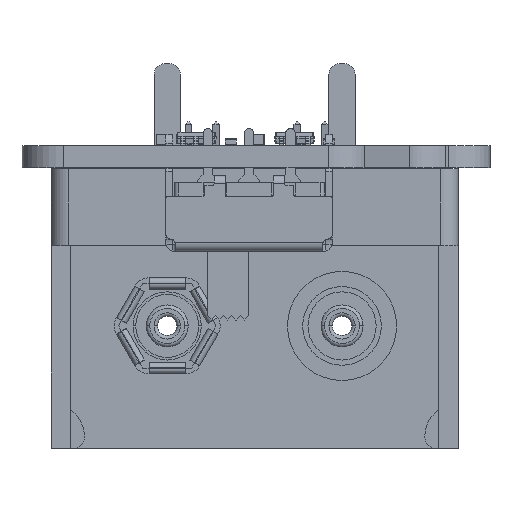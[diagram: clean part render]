
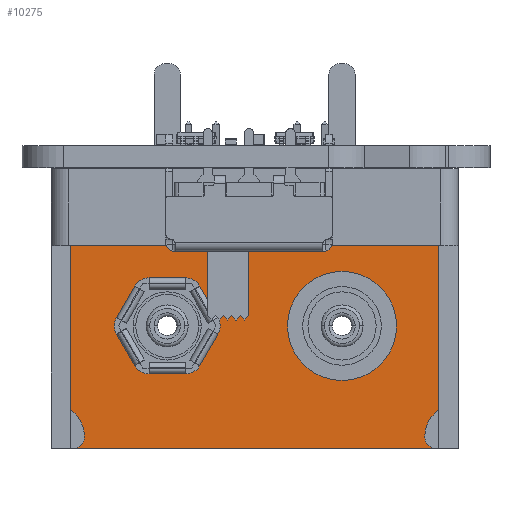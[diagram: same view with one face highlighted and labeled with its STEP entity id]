
A CAD part, left-side view. The second image highlights one B-rep face of the part: STEP entity #10275.
In plain terms, the highlighted face is planar.
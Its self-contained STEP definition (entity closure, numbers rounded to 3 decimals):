
#9600 = VERTEX_POINT('',#9601);
#9601 = CARTESIAN_POINT('',(-25.4,11.43,-5.334));
#9619 = VERTEX_POINT('',#9620);
#9620 = CARTESIAN_POINT('',(-25.4,11.43,-7.366));
#9626 = EDGE_CURVE('',#9600,#9619,#9627,.T.);
#9627 = CIRCLE('',#9628,1.016);
#9628 = AXIS2_PLACEMENT_3D('',#9629,#9630,#9631);
#9629 = CARTESIAN_POINT('',(-25.4,11.43,-6.35));
#9630 = DIRECTION('',(1.,0.,0.));
#9631 = DIRECTION('',(0.,-0.,-1.));
#9642 = VERTEX_POINT('',#9643);
#9643 = CARTESIAN_POINT('',(-25.4,11.43,7.366));
#9661 = VERTEX_POINT('',#9662);
#9662 = CARTESIAN_POINT('',(-25.4,11.43,5.334));
#9668 = EDGE_CURVE('',#9642,#9661,#9669,.T.);
#9669 = CIRCLE('',#9670,1.016);
#9670 = AXIS2_PLACEMENT_3D('',#9671,#9672,#9673);
#9671 = CARTESIAN_POINT('',(-25.4,11.43,6.35));
#9672 = DIRECTION('',(1.,0.,0.));
#9673 = DIRECTION('',(0.,-0.,-1.));
#9684 = VERTEX_POINT('',#9685);
#9685 = CARTESIAN_POINT('',(-25.4,1.651,-3.658));
#9693 = EDGE_CURVE('',#9684,#9694,#9696,.T.);
#9694 = VERTEX_POINT('',#9695);
#9695 = CARTESIAN_POINT('',(-25.4,1.651,3.658));
#9696 = LINE('',#9697,#9698);
#9697 = CARTESIAN_POINT('',(-25.4,1.651,0.));
#9698 = VECTOR('',#9699,1.);
#9699 = DIRECTION('',(0.,0.,1.));
#10161 = VERTEX_POINT('',#10162);
#10162 = CARTESIAN_POINT('',(-25.4,20.32,13.386));
#10168 = EDGE_CURVE('',#10169,#10161,#10171,.T.);
#10169 = VERTEX_POINT('',#10170);
#10170 = CARTESIAN_POINT('',(-25.4,20.32,-13.386));
#10171 = LINE('',#10172,#10173);
#10172 = CARTESIAN_POINT('',(-25.4,20.32,0.));
#10173 = VECTOR('',#10174,1.);
#10174 = DIRECTION('',(0.,0.,1.));
#10239 = EDGE_CURVE('',#9661,#9642,#10240,.T.);
#10240 = CIRCLE('',#10241,1.016);
#10241 = AXIS2_PLACEMENT_3D('',#10242,#10243,#10244);
#10242 = CARTESIAN_POINT('',(-25.4,11.43,6.35));
#10243 = DIRECTION('',(1.,0.,0.));
#10244 = DIRECTION('',(0.,-0.,-1.));
#10263 = EDGE_CURVE('',#9619,#9600,#10264,.T.);
#10264 = CIRCLE('',#10265,1.016);
#10265 = AXIS2_PLACEMENT_3D('',#10266,#10267,#10268);
#10266 = CARTESIAN_POINT('',(-25.4,11.43,-6.35));
#10267 = DIRECTION('',(1.,0.,0.));
#10268 = DIRECTION('',(0.,-0.,-1.));
#10275 = ADVANCED_FACE('',(#10276,#10280,#10284),#10364,.T.);
#10276 = FACE_BOUND('',#10277,.T.);
#10277 = EDGE_LOOP('',(#10278,#10279));
#10278 = ORIENTED_EDGE('',*,*,#9626,.F.);
#10279 = ORIENTED_EDGE('',*,*,#10263,.F.);
#10280 = FACE_BOUND('',#10281,.T.);
#10281 = EDGE_LOOP('',(#10282,#10283));
#10282 = ORIENTED_EDGE('',*,*,#9668,.F.);
#10283 = ORIENTED_EDGE('',*,*,#10239,.F.);
#10284 = FACE_BOUND('',#10285,.T.);
#10285 = EDGE_LOOP('',(#10286,#10296,#10304,#10312,#10318,#10319,#10327,
    #10335,#10343,#10351,#10357,#10358));
#10286 = ORIENTED_EDGE('',*,*,#10287,.T.);
#10287 = EDGE_CURVE('',#10288,#10290,#10292,.T.);
#10288 = VERTEX_POINT('',#10289);
#10289 = CARTESIAN_POINT('',(-25.4,5.08,-3.658));
#10290 = VERTEX_POINT('',#10291);
#10291 = CARTESIAN_POINT('',(-25.4,5.08,-9.042));
#10292 = LINE('',#10293,#10294);
#10293 = CARTESIAN_POINT('',(-25.4,5.08,0.));
#10294 = VECTOR('',#10295,1.);
#10295 = DIRECTION('',(0.,0.,-1.));
#10296 = ORIENTED_EDGE('',*,*,#10297,.T.);
#10297 = EDGE_CURVE('',#10290,#10298,#10300,.T.);
#10298 = VERTEX_POINT('',#10299);
#10299 = CARTESIAN_POINT('',(-25.4,1.524,-9.042));
#10300 = LINE('',#10301,#10302);
#10301 = CARTESIAN_POINT('',(-25.4,1.651,-9.042));
#10302 = VECTOR('',#10303,1.);
#10303 = DIRECTION('',(-0.,-1.,-0.));
#10304 = ORIENTED_EDGE('',*,*,#10305,.F.);
#10305 = EDGE_CURVE('',#10306,#10298,#10308,.T.);
#10306 = VERTEX_POINT('',#10307);
#10307 = CARTESIAN_POINT('',(-25.4,1.524,-13.386));
#10308 = LINE('',#10309,#10310);
#10309 = CARTESIAN_POINT('',(-25.4,1.524,0.));
#10310 = VECTOR('',#10311,1.);
#10311 = DIRECTION('',(0.,0.,1.));
#10312 = ORIENTED_EDGE('',*,*,#10313,.F.);
#10313 = EDGE_CURVE('',#10169,#10306,#10314,.T.);
#10314 = LINE('',#10315,#10316);
#10315 = CARTESIAN_POINT('',(-25.4,20.32,-13.386));
#10316 = VECTOR('',#10317,1.);
#10317 = DIRECTION('',(-0.,-1.,-0.));
#10318 = ORIENTED_EDGE('',*,*,#10168,.T.);
#10319 = ORIENTED_EDGE('',*,*,#10320,.T.);
#10320 = EDGE_CURVE('',#10161,#10321,#10323,.T.);
#10321 = VERTEX_POINT('',#10322);
#10322 = CARTESIAN_POINT('',(-25.4,1.524,13.386));
#10323 = LINE('',#10324,#10325);
#10324 = CARTESIAN_POINT('',(-25.4,20.32,13.386));
#10325 = VECTOR('',#10326,1.);
#10326 = DIRECTION('',(-0.,-1.,-0.));
#10327 = ORIENTED_EDGE('',*,*,#10328,.F.);
#10328 = EDGE_CURVE('',#10329,#10321,#10331,.T.);
#10329 = VERTEX_POINT('',#10330);
#10330 = CARTESIAN_POINT('',(-25.4,1.524,9.042));
#10331 = LINE('',#10332,#10333);
#10332 = CARTESIAN_POINT('',(-25.4,1.524,0.));
#10333 = VECTOR('',#10334,1.);
#10334 = DIRECTION('',(0.,0.,1.));
#10335 = ORIENTED_EDGE('',*,*,#10336,.F.);
#10336 = EDGE_CURVE('',#10337,#10329,#10339,.T.);
#10337 = VERTEX_POINT('',#10338);
#10338 = CARTESIAN_POINT('',(-25.4,5.08,9.042));
#10339 = LINE('',#10340,#10341);
#10340 = CARTESIAN_POINT('',(-25.4,1.651,9.042));
#10341 = VECTOR('',#10342,1.);
#10342 = DIRECTION('',(-0.,-1.,-0.));
#10343 = ORIENTED_EDGE('',*,*,#10344,.T.);
#10344 = EDGE_CURVE('',#10337,#10345,#10347,.T.);
#10345 = VERTEX_POINT('',#10346);
#10346 = CARTESIAN_POINT('',(-25.4,5.08,3.658));
#10347 = LINE('',#10348,#10349);
#10348 = CARTESIAN_POINT('',(-25.4,5.08,0.));
#10349 = VECTOR('',#10350,1.);
#10350 = DIRECTION('',(0.,0.,-1.));
#10351 = ORIENTED_EDGE('',*,*,#10352,.T.);
#10352 = EDGE_CURVE('',#10345,#9694,#10353,.T.);
#10353 = LINE('',#10354,#10355);
#10354 = CARTESIAN_POINT('',(-25.4,20.32,3.658));
#10355 = VECTOR('',#10356,1.);
#10356 = DIRECTION('',(0.,-1.,0.));
#10357 = ORIENTED_EDGE('',*,*,#9693,.F.);
#10358 = ORIENTED_EDGE('',*,*,#10359,.F.);
#10359 = EDGE_CURVE('',#10288,#9684,#10360,.T.);
#10360 = LINE('',#10361,#10362);
#10361 = CARTESIAN_POINT('',(-25.4,20.32,-3.658));
#10362 = VECTOR('',#10363,1.);
#10363 = DIRECTION('',(0.,-1.,0.));
#10364 = PLANE('',#10365);
#10365 = AXIS2_PLACEMENT_3D('',#10366,#10367,#10368);
#10366 = CARTESIAN_POINT('',(-25.4,20.32,0.));
#10367 = DIRECTION('',(1.,0.,0.));
#10368 = DIRECTION('',(0.,0.,-1.));
